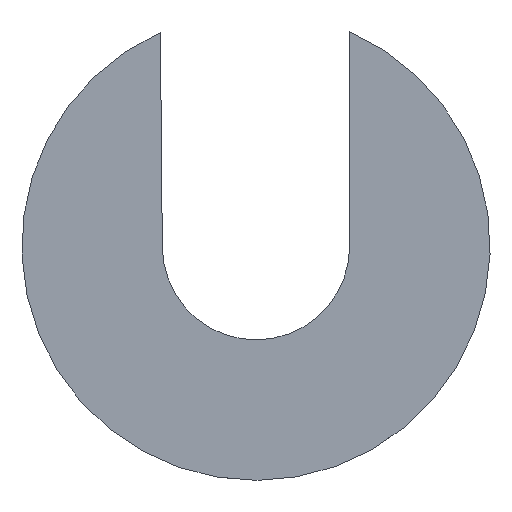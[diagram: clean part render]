
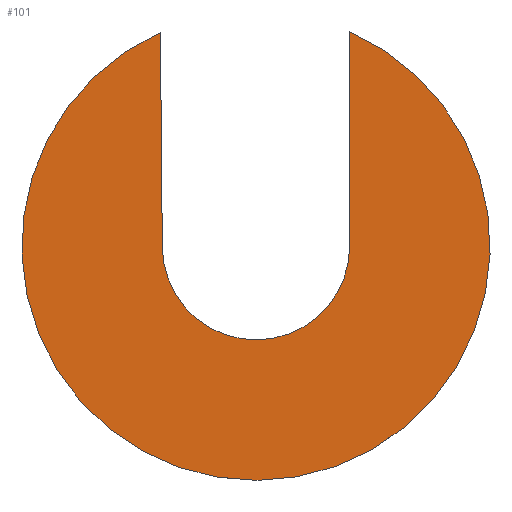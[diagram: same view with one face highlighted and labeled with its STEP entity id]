
A CAD part, top view. The second image highlights one B-rep face of the part: STEP entity #101.
In plain terms, the highlighted planar face has unit normal (0, 0, 1).
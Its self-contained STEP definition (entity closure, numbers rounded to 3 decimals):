
#16=CIRCLE('',#120,10.);
#18=CIRCLE('',#124,4.);
#25=FACE_OUTER_BOUND('',#31,.T.);
#31=EDGE_LOOP('',(#85,#86,#87,#88));
#35=LINE('',#165,#43);
#39=LINE('',#177,#47);
#43=VECTOR('',#133,10.);
#47=VECTOR('',#145,10.);
#51=VERTEX_POINT('',#162);
#52=VERTEX_POINT('',#164);
#54=VERTEX_POINT('',#170);
#56=VERTEX_POINT('',#176);
#59=EDGE_CURVE('',#52,#51,#35,.T.);
#62=EDGE_CURVE('',#54,#52,#16,.T.);
#65=EDGE_CURVE('',#56,#54,#39,.T.);
#68=EDGE_CURVE('',#51,#56,#18,.T.);
#85=ORIENTED_EDGE('',*,*,#68,.T.);
#86=ORIENTED_EDGE('',*,*,#65,.T.);
#87=ORIENTED_EDGE('',*,*,#62,.T.);
#88=ORIENTED_EDGE('',*,*,#59,.T.);
#95=PLANE('',#125);
#101=ADVANCED_FACE('',(#25),#95,.T.);
#120=AXIS2_PLACEMENT_3D('',#171,#139,#140);
#124=AXIS2_PLACEMENT_3D('',#181,#151,#152);
#125=AXIS2_PLACEMENT_3D('',#182,#153,#154);
#133=DIRECTION('',(0.,-1.,0.));
#139=DIRECTION('center_axis',(0.,0.,1.));
#140=DIRECTION('ref_axis',(1.,0.,0.));
#145=DIRECTION('',(-0.009,1.,0.));
#151=DIRECTION('center_axis',(0.,0.,-1.));
#152=DIRECTION('ref_axis',(1.,0.,0.));
#153=DIRECTION('center_axis',(0.,0.,1.));
#154=DIRECTION('ref_axis',(1.,0.,0.));
#162=CARTESIAN_POINT('',(4.,0.,0.2));
#164=CARTESIAN_POINT('',(4.,9.165,0.2));
#165=CARTESIAN_POINT('',(4.,0.,0.2));
#170=CARTESIAN_POINT('',(-4.081,9.129,0.2));
#171=CARTESIAN_POINT('Origin',(0.,0.,0.2));
#176=CARTESIAN_POINT('',(-4.,-0.035,0.2));
#177=CARTESIAN_POINT('',(-4.,-0.035,0.2));
#181=CARTESIAN_POINT('Origin',(0.,0.,0.2));
#182=CARTESIAN_POINT('Origin',(0.,-0.417,0.2));
